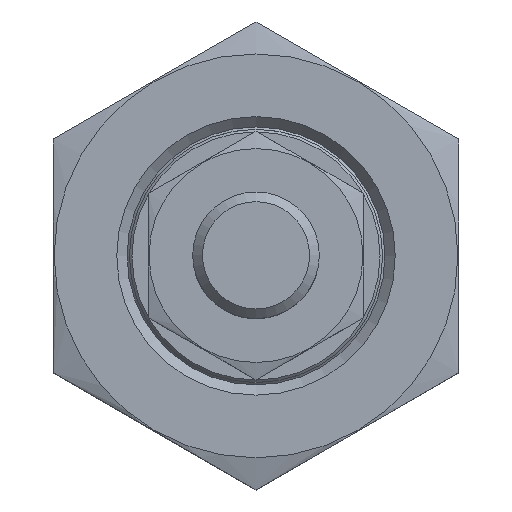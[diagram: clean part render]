
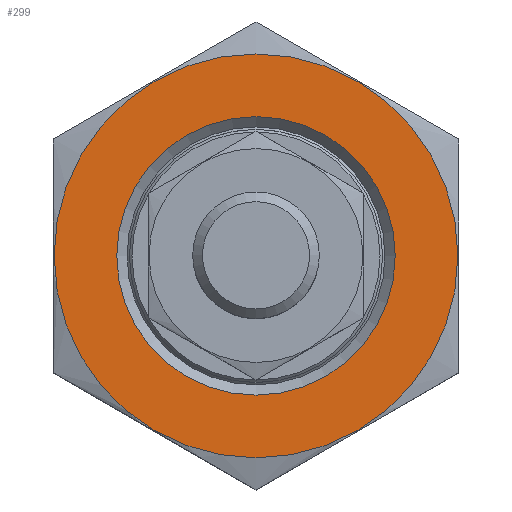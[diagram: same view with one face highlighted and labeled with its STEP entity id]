
A CAD part, top view. The second image highlights one B-rep face of the part: STEP entity #299.
In plain terms, the highlighted face is planar.
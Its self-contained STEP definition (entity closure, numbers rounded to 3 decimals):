
#299 = ADVANCED_FACE( '', ( #665, #666 ), #667, .F. );
#665 = FACE_OUTER_BOUND( '', #1156, .T. );
#666 = FACE_BOUND( '', #1157, .T. );
#667 = PLANE( '', #1158 );
#1156 = EDGE_LOOP( '', ( #1769 ) );
#1157 = EDGE_LOOP( '', ( #1770 ) );
#1158 = AXIS2_PLACEMENT_3D( '', #1771, #1772, #1773 );
#1769 = ORIENTED_EDGE( '', *, *, #2814, .F. );
#1770 = ORIENTED_EDGE( '', *, *, #2815, .T. );
#1771 = CARTESIAN_POINT( '', ( 0., 0., 0. ) );
#1772 = DIRECTION( '', ( 0., -1., 0. ) );
#1773 = DIRECTION( '', ( 0., 0., -1. ) );
#2814 = EDGE_CURVE( '', #3340, #3340, #3341, .T. );
#2815 = EDGE_CURVE( '', #3342, #3342, #3343, .T. );
#3340 = VERTEX_POINT( '', #4337 );
#3341 = CIRCLE( '', #4338, 15.95 );
#3342 = VERTEX_POINT( '', #4339 );
#3343 = CIRCLE( '', #4340, 11. );
#4337 = CARTESIAN_POINT( '', ( 0., 0., -15.95 ) );
#4338 = AXIS2_PLACEMENT_3D( '', #5280, #5281, #5282 );
#4339 = CARTESIAN_POINT( '', ( 0., 0., -11. ) );
#4340 = AXIS2_PLACEMENT_3D( '', #5283, #5284, #5285 );
#5280 = CARTESIAN_POINT( '', ( 0., 0., 0. ) );
#5281 = DIRECTION( '', ( 0., -1., 0. ) );
#5282 = DIRECTION( '', ( 0., 0., -1. ) );
#5283 = CARTESIAN_POINT( '', ( 0., 0., 0. ) );
#5284 = DIRECTION( '', ( 0., -1., 0. ) );
#5285 = DIRECTION( '', ( 0., 0., -1. ) );
